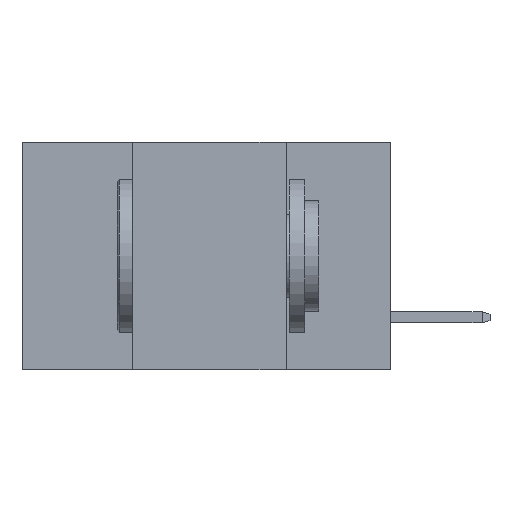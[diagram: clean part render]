
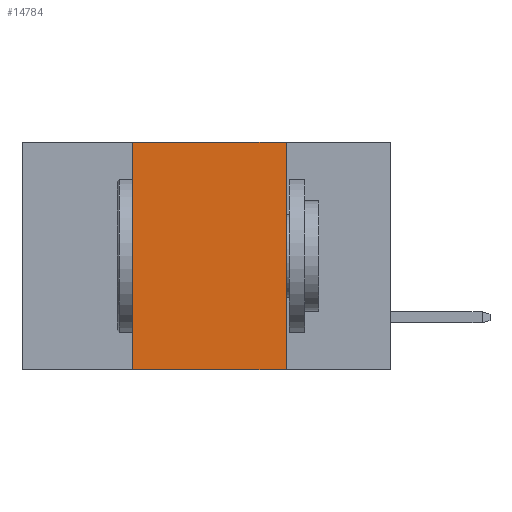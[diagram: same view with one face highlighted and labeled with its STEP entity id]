
A CAD part, left-side view. The second image highlights one B-rep face of the part: STEP entity #14784.
In plain terms, the highlighted planar face has unit normal (-1, 0, 0).
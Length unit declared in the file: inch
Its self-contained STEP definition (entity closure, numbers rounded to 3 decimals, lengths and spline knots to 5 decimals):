
#983 = LINE ( 'NONE', #1752, #11310 ) ;
#1171 = ORIENTED_EDGE ( 'NONE', *, *, #16638, .F. ) ;
#1717 = DIRECTION ( 'NONE',  ( 0., -1., 0. ) ) ;
#1752 = CARTESIAN_POINT ( 'NONE',  ( 0., 0.42, 0. ) ) ;
#3742 = CARTESIAN_POINT ( 'NONE',  ( 0., 0.42, 0. ) ) ;
#4687 = ORIENTED_EDGE ( 'NONE', *, *, #13274, .T. ) ;
#5239 = VECTOR ( 'NONE', #15209, 39.37008 ) ;
#5254 = CARTESIAN_POINT ( 'NONE',  ( 0., 0.6, 0. ) ) ;
#5612 = EDGE_LOOP ( 'NONE', ( #1171, #16973, #5807, #4687 ) ) ;
#5760 = VERTEX_POINT ( 'NONE', #13528 ) ;
#5807 = ORIENTED_EDGE ( 'NONE', *, *, #8098, .F. ) ;
#6879 = VERTEX_POINT ( 'NONE', #3742 ) ;
#7567 = DIRECTION ( 'NONE',  ( 0., -1., 0. ) ) ;
#8098 = EDGE_CURVE ( 'NONE', #11189, #6879, #983, .T. ) ;
#8632 = PLANE ( 'NONE',  #10717 ) ;
#9454 = LINE ( 'NONE', #12581, #17178 ) ;
#9595 = LINE ( 'NONE', #10159, #20135 ) ;
#10159 = CARTESIAN_POINT ( 'NONE',  ( 0., 0.6, 0. ) ) ;
#10709 = EDGE_CURVE ( 'NONE', #6879, #5760, #9595, .T. ) ;
#10717 = AXIS2_PLACEMENT_3D ( 'NONE', #5254, #11664, #16724 ) ;
#11189 = VERTEX_POINT ( 'NONE', #11352 ) ;
#11310 = VECTOR ( 'NONE', #19916, 39.37008 ) ;
#11341 = VERTEX_POINT ( 'NONE', #20559 ) ;
#11352 = CARTESIAN_POINT ( 'NONE',  ( 0., 0.42, -0.37 ) ) ;
#11664 = DIRECTION ( 'NONE',  ( 1., 0., 0. ) ) ;
#12581 = CARTESIAN_POINT ( 'NONE',  ( 0., 0.6, -0.37 ) ) ;
#13274 = EDGE_CURVE ( 'NONE', #11189, #11341, #9454, .T. ) ;
#13528 = CARTESIAN_POINT ( 'NONE',  ( 0., 0.17, 0. ) ) ;
#14784 = ADVANCED_FACE ( 'NONE', ( #20702 ), #8632, .F. ) ;
#15209 = DIRECTION ( 'NONE',  ( 0., 0., -1. ) ) ;
#16638 = EDGE_CURVE ( 'NONE', #5760, #11341, #18393, .T. ) ;
#16724 = DIRECTION ( 'NONE',  ( 0., 0., -1. ) ) ;
#16973 = ORIENTED_EDGE ( 'NONE', *, *, #10709, .F. ) ;
#17049 = CARTESIAN_POINT ( 'NONE',  ( 0., 0.17, 0. ) ) ;
#17178 = VECTOR ( 'NONE', #7567, 39.37008 ) ;
#18393 = LINE ( 'NONE', #17049, #5239 ) ;
#19916 = DIRECTION ( 'NONE',  ( 0., 0., 1. ) ) ;
#20135 = VECTOR ( 'NONE', #1717, 39.37008 ) ;
#20559 = CARTESIAN_POINT ( 'NONE',  ( 0., 0.17, -0.37 ) ) ;
#20702 = FACE_OUTER_BOUND ( 'NONE', #5612, .T. ) ;
